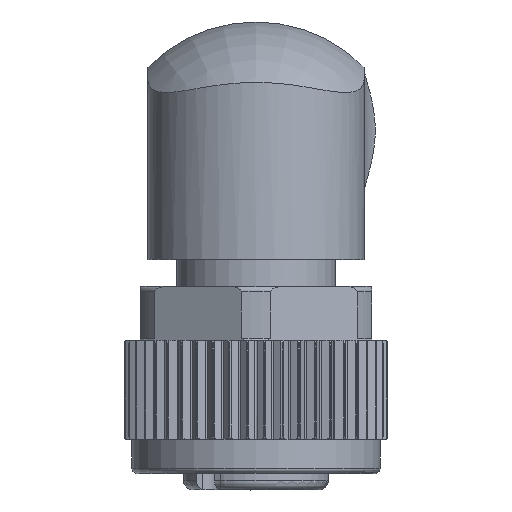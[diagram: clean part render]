
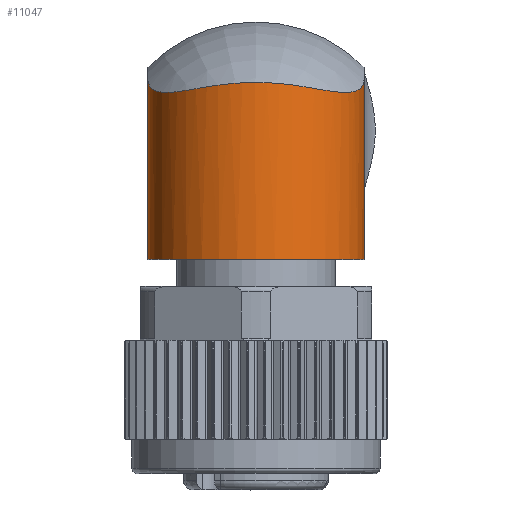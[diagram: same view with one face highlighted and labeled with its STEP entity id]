
A CAD part, top view. The second image highlights one B-rep face of the part: STEP entity #11047.
In plain terms, the highlighted cylindrical face has radius 6 mm (diameter 12 mm), a partial arc.
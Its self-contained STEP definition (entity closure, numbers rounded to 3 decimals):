
#530=B_SPLINE_CURVE_WITH_KNOTS('',3,(#17260,#17261,#17262,#17263,#17264,
#17265,#17266,#17267,#17268,#17269,#17270),.UNSPECIFIED.,.F.,.F.,(4,1,1,
1,1,1,1,1,4),(0.,0.002,0.005,
0.007,0.01,0.012,0.014,
0.017,0.019),.UNSPECIFIED.);
#956=CIRCLE('',#11799,6.);
#2196=ORIENTED_EDGE('',*,*,#4443,.T.);
#2197=ORIENTED_EDGE('',*,*,#4476,.T.);
#2198=ORIENTED_EDGE('',*,*,#4465,.T.);
#2199=ORIENTED_EDGE('',*,*,#4475,.F.);
#4443=EDGE_CURVE('',#5503,#5504,#530,.T.);
#4465=EDGE_CURVE('',#5519,#5518,#956,.T.);
#4475=EDGE_CURVE('',#5503,#5518,#5869,.T.);
#4476=EDGE_CURVE('',#5504,#5519,#5870,.T.);
#5503=VERTEX_POINT('',#17271);
#5504=VERTEX_POINT('',#17272);
#5518=VERTEX_POINT('',#17335);
#5519=VERTEX_POINT('',#17337);
#5869=LINE('',#17380,#6366);
#5870=LINE('',#17382,#6367);
#6366=VECTOR('',#13384,1000.);
#6367=VECTOR('',#13387,1000.);
#6751=EDGE_LOOP('',(#2196,#2197,#2198,#2199));
#7234=FACE_BOUND('',#6751,.T.);
#7599=CYLINDRICAL_SURFACE('',#11812,6.);
#11047=ADVANCED_FACE('',(#7234),#7599,.T.);
#11799=AXIS2_PLACEMENT_3D('',#17336,#13356,#13357);
#11812=AXIS2_PLACEMENT_3D('',#17381,#13385,#13386);
#13356=DIRECTION('',(0.,1.,0.));
#13357=DIRECTION('',(1.,0.,0.));
#13384=DIRECTION('',(0.,-1.,0.));
#13385=DIRECTION('',(0.,-1.,0.));
#13386=DIRECTION('',(0.,0.,-1.));
#13387=DIRECTION('',(0.,-1.,0.));
#17260=CARTESIAN_POINT('',(6.,2.777,0.));
#17261=CARTESIAN_POINT('',(6.,2.492,0.75));
#17262=CARTESIAN_POINT('',(5.717,2.037,2.288));
#17263=CARTESIAN_POINT('',(4.375,2.062,4.338));
#17264=CARTESIAN_POINT('',(2.378,2.479,5.679));
#17265=CARTESIAN_POINT('',(-0.001,2.697,6.161));
#17266=CARTESIAN_POINT('',(-2.382,2.479,5.677));
#17267=CARTESIAN_POINT('',(-4.37,2.064,4.34));
#17268=CARTESIAN_POINT('',(-5.714,2.035,2.298));
#17269=CARTESIAN_POINT('',(-6.,2.492,0.751));
#17270=CARTESIAN_POINT('',(-6.,2.777,0.));
#17271=CARTESIAN_POINT('',(6.,2.777,0.));
#17272=CARTESIAN_POINT('',(-6.,2.777,0.));
#17335=CARTESIAN_POINT('',(6.,-7.2,0.));
#17336=CARTESIAN_POINT('',(0.,-7.2,0.));
#17337=CARTESIAN_POINT('',(-6.,-7.2,0.));
#17380=CARTESIAN_POINT('',(6.,7.2,0.));
#17381=CARTESIAN_POINT('',(0.,7.2,0.));
#17382=CARTESIAN_POINT('',(-6.,7.2,0.));
